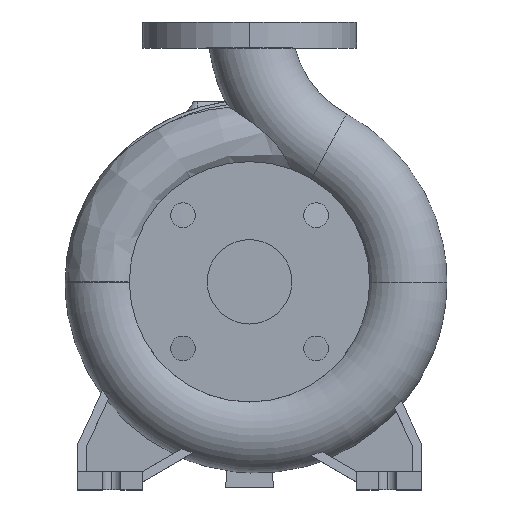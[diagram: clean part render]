
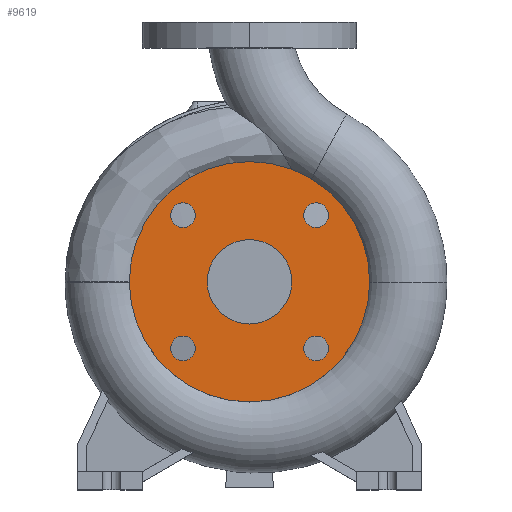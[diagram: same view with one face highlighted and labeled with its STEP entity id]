
A CAD part, top view. The second image highlights one B-rep face of the part: STEP entity #9619.
In plain terms, the highlighted planar face has unit normal (0, 0, 1).
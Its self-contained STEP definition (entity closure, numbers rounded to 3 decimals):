
#8 = CARTESIAN_POINT ( 'NONE',  ( 51.265, -51.265, 100. ) ) ;
#111 = CARTESIAN_POINT ( 'NONE',  ( -41.765, -51.265, 100. ) ) ;
#119 = EDGE_CURVE ( 'NONE', #10665, #8852, #13133, .T. ) ;
#177 = CIRCLE ( 'NONE', #8186, 92.5 ) ;
#251 = CARTESIAN_POINT ( 'NONE',  ( -60.765, -51.265, 100. ) ) ;
#261 = DIRECTION ( 'NONE',  ( 0., 0., 1. ) ) ;
#263 = VERTEX_POINT ( 'NONE', #251 ) ;
#342 = AXIS2_PLACEMENT_3D ( 'NONE', #10917, #4376, #3171 ) ;
#681 = DIRECTION ( 'NONE',  ( 0., 0., 1. ) ) ;
#727 = DIRECTION ( 'NONE',  ( 1., 0., 0. ) ) ;
#941 = ORIENTED_EDGE ( 'NONE', *, *, #12554, .F. ) ;
#1121 = CIRCLE ( 'NONE', #9145, 9.5 ) ;
#1205 = CARTESIAN_POINT ( 'NONE',  ( 41.765, 51.265, 100. ) ) ;
#1253 = DIRECTION ( 'NONE',  ( 1., 0., 0. ) ) ;
#1442 = FACE_BOUND ( 'NONE', #5723, .T. ) ;
#1458 = DIRECTION ( 'NONE',  ( 0., 0., 1. ) ) ;
#1493 = ORIENTED_EDGE ( 'NONE', *, *, #11736, .F. ) ;
#1563 = CARTESIAN_POINT ( 'NONE',  ( 60.765, -51.265, 100. ) ) ;
#1764 = CARTESIAN_POINT ( 'NONE',  ( -51.265, 51.265, 100. ) ) ;
#1901 = EDGE_CURVE ( 'NONE', #6929, #6923, #9506, .T. ) ;
#2044 = AXIS2_PLACEMENT_3D ( 'NONE', #3627, #261, #11238 ) ;
#2073 = DIRECTION ( 'NONE',  ( 0., 0., 1. ) ) ;
#2089 = ORIENTED_EDGE ( 'NONE', *, *, #9872, .F. ) ;
#2231 = DIRECTION ( 'NONE',  ( 0., 0., 1. ) ) ;
#2295 = AXIS2_PLACEMENT_3D ( 'NONE', #12385, #11299, #11239 ) ;
#2324 = VERTEX_POINT ( 'NONE', #1563 ) ;
#2517 = ORIENTED_EDGE ( 'NONE', *, *, #10417, .F. ) ;
#2525 = DIRECTION ( 'NONE',  ( -1., 0., 0. ) ) ;
#2579 = CARTESIAN_POINT ( 'NONE',  ( 0., 0., 100. ) ) ;
#2951 = AXIS2_PLACEMENT_3D ( 'NONE', #3074, #2073, #10817 ) ;
#3074 = CARTESIAN_POINT ( 'NONE',  ( 0., 0., 100. ) ) ;
#3171 = DIRECTION ( 'NONE',  ( 1., 0., 0. ) ) ;
#3386 = AXIS2_PLACEMENT_3D ( 'NONE', #4815, #1458, #4747 ) ;
#3482 = AXIS2_PLACEMENT_3D ( 'NONE', #7105, #9471, #8182 ) ;
#3521 = CARTESIAN_POINT ( 'NONE',  ( -60.765, 51.265, 100. ) ) ;
#3569 = VERTEX_POINT ( 'NONE', #11250 ) ;
#3590 = DIRECTION ( 'NONE',  ( 0., 0., -1. ) ) ;
#3627 = CARTESIAN_POINT ( 'NONE',  ( -51.265, -51.265, 100. ) ) ;
#3711 = ORIENTED_EDGE ( 'NONE', *, *, #7020, .F. ) ;
#3808 = CARTESIAN_POINT ( 'NONE',  ( -92.5, 0., 100. ) ) ;
#4376 = DIRECTION ( 'NONE',  ( 0., 0., 1. ) ) ;
#4600 = VERTEX_POINT ( 'NONE', #3521 ) ;
#4747 = DIRECTION ( 'NONE',  ( 1., 0., 0. ) ) ;
#4815 = CARTESIAN_POINT ( 'NONE',  ( 51.265, -51.265, 100. ) ) ;
#5402 = DIRECTION ( 'NONE',  ( 0., 0., 1. ) ) ;
#5483 = CIRCLE ( 'NONE', #2295, 9.5 ) ;
#5662 = FACE_OUTER_BOUND ( 'NONE', #6633, .T. ) ;
#5723 = EDGE_LOOP ( 'NONE', ( #2517, #13873 ) ) ;
#5777 = VERTEX_POINT ( 'NONE', #13437 ) ;
#6093 = EDGE_CURVE ( 'NONE', #5777, #2324, #8639, .T. ) ;
#6119 = CARTESIAN_POINT ( 'NONE',  ( 60.765, 51.265, 100. ) ) ;
#6136 = CIRCLE ( 'NONE', #8206, 9.5 ) ;
#6348 = VERTEX_POINT ( 'NONE', #111 ) ;
#6442 = CIRCLE ( 'NONE', #3482, 32.5 ) ;
#6633 = EDGE_LOOP ( 'NONE', ( #10598, #11638 ) ) ;
#6745 = FACE_BOUND ( 'NONE', #12016, .T. ) ;
#6821 = CARTESIAN_POINT ( 'NONE',  ( 0., 92.5, 100. ) ) ;
#6907 = DIRECTION ( 'NONE',  ( 0., 0., 1. ) ) ;
#6923 = VERTEX_POINT ( 'NONE', #3808 ) ;
#6929 = VERTEX_POINT ( 'NONE', #7044 ) ;
#6964 = EDGE_CURVE ( 'NONE', #6923, #6929, #177, .T. ) ;
#7017 = EDGE_LOOP ( 'NONE', ( #11962, #11969 ) ) ;
#7020 = EDGE_CURVE ( 'NONE', #2324, #5777, #10495, .T. ) ;
#7044 = CARTESIAN_POINT ( 'NONE',  ( 92.5, 0., 100. ) ) ;
#7105 = CARTESIAN_POINT ( 'NONE',  ( 0., 0., 100. ) ) ;
#7178 = CARTESIAN_POINT ( 'NONE',  ( 0., 0., 100. ) ) ;
#7393 = CARTESIAN_POINT ( 'NONE',  ( -51.265, -51.265, 100. ) ) ;
#7830 = PLANE ( 'NONE',  #10272 ) ;
#8048 = FACE_BOUND ( 'NONE', #10447, .T. ) ;
#8178 = CARTESIAN_POINT ( 'NONE',  ( -41.765, 51.265, 100. ) ) ;
#8180 = AXIS2_PLACEMENT_3D ( 'NONE', #8, #2231, #8904 ) ;
#8182 = DIRECTION ( 'NONE',  ( 1., 0., 0. ) ) ;
#8186 = AXIS2_PLACEMENT_3D ( 'NONE', #7178, #6907, #13505 ) ;
#8206 = AXIS2_PLACEMENT_3D ( 'NONE', #7393, #10696, #727 ) ;
#8291 = CARTESIAN_POINT ( 'NONE',  ( 32.5, 0., 100. ) ) ;
#8364 = CIRCLE ( 'NONE', #342, 9.5 ) ;
#8639 = CIRCLE ( 'NONE', #8180, 9.5 ) ;
#8641 = CARTESIAN_POINT ( 'NONE',  ( 51.265, 51.265, 100. ) ) ;
#8852 = VERTEX_POINT ( 'NONE', #1205 ) ;
#8904 = DIRECTION ( 'NONE',  ( 1., 0., 0. ) ) ;
#9038 = DIRECTION ( 'NONE',  ( 0., 0., 1. ) ) ;
#9145 = AXIS2_PLACEMENT_3D ( 'NONE', #1764, #681, #9435 ) ;
#9250 = EDGE_LOOP ( 'NONE', ( #13064, #1493 ) ) ;
#9383 = EDGE_CURVE ( 'NONE', #263, #6348, #6136, .T. ) ;
#9435 = DIRECTION ( 'NONE',  ( 1., 0., 0. ) ) ;
#9471 = DIRECTION ( 'NONE',  ( 0., 0., 1. ) ) ;
#9506 = CIRCLE ( 'NONE', #9738, 92.5 ) ;
#9619 = ADVANCED_FACE ( 'NONE', ( #1442, #13422, #12342, #8048, #5662, #6745 ), #7830, .F. ) ;
#9738 = AXIS2_PLACEMENT_3D ( 'NONE', #2579, #9038, #13416 ) ;
#9745 = VERTEX_POINT ( 'NONE', #8178 ) ;
#9872 = EDGE_CURVE ( 'NONE', #3569, #12887, #14176, .T. ) ;
#10272 = AXIS2_PLACEMENT_3D ( 'NONE', #6821, #3590, #2525 ) ;
#10417 = EDGE_CURVE ( 'NONE', #6348, #263, #13037, .T. ) ;
#10447 = EDGE_LOOP ( 'NONE', ( #941, #2089 ) ) ;
#10495 = CIRCLE ( 'NONE', #3386, 9.5 ) ;
#10598 = ORIENTED_EDGE ( 'NONE', *, *, #1901, .T. ) ;
#10665 = VERTEX_POINT ( 'NONE', #6119 ) ;
#10670 = EDGE_CURVE ( 'NONE', #9745, #4600, #1121, .T. ) ;
#10696 = DIRECTION ( 'NONE',  ( 0., 0., 1. ) ) ;
#10817 = DIRECTION ( 'NONE',  ( 1., 0., 0. ) ) ;
#10917 = CARTESIAN_POINT ( 'NONE',  ( 51.265, 51.265, 100. ) ) ;
#11076 = AXIS2_PLACEMENT_3D ( 'NONE', #8641, #5402, #1253 ) ;
#11238 = DIRECTION ( 'NONE',  ( 1., 0., 0. ) ) ;
#11239 = DIRECTION ( 'NONE',  ( 1., 0., 0. ) ) ;
#11250 = CARTESIAN_POINT ( 'NONE',  ( -32.5, 0., 100. ) ) ;
#11299 = DIRECTION ( 'NONE',  ( 0., 0., 1. ) ) ;
#11629 = ORIENTED_EDGE ( 'NONE', *, *, #6093, .F. ) ;
#11638 = ORIENTED_EDGE ( 'NONE', *, *, #6964, .T. ) ;
#11736 = EDGE_CURVE ( 'NONE', #4600, #9745, #5483, .T. ) ;
#11962 = ORIENTED_EDGE ( 'NONE', *, *, #119, .F. ) ;
#11969 = ORIENTED_EDGE ( 'NONE', *, *, #13544, .F. ) ;
#12016 = EDGE_LOOP ( 'NONE', ( #3711, #11629 ) ) ;
#12342 = FACE_BOUND ( 'NONE', #7017, .T. ) ;
#12385 = CARTESIAN_POINT ( 'NONE',  ( -51.265, 51.265, 100. ) ) ;
#12554 = EDGE_CURVE ( 'NONE', #12887, #3569, #6442, .T. ) ;
#12887 = VERTEX_POINT ( 'NONE', #8291 ) ;
#13037 = CIRCLE ( 'NONE', #2044, 9.5 ) ;
#13064 = ORIENTED_EDGE ( 'NONE', *, *, #10670, .F. ) ;
#13133 = CIRCLE ( 'NONE', #11076, 9.5 ) ;
#13416 = DIRECTION ( 'NONE',  ( 1., 0., 0. ) ) ;
#13422 = FACE_BOUND ( 'NONE', #9250, .T. ) ;
#13437 = CARTESIAN_POINT ( 'NONE',  ( 41.765, -51.265, 100. ) ) ;
#13505 = DIRECTION ( 'NONE',  ( 1., 0., 0. ) ) ;
#13544 = EDGE_CURVE ( 'NONE', #8852, #10665, #8364, .T. ) ;
#13873 = ORIENTED_EDGE ( 'NONE', *, *, #9383, .F. ) ;
#14176 = CIRCLE ( 'NONE', #2951, 32.5 ) ;
